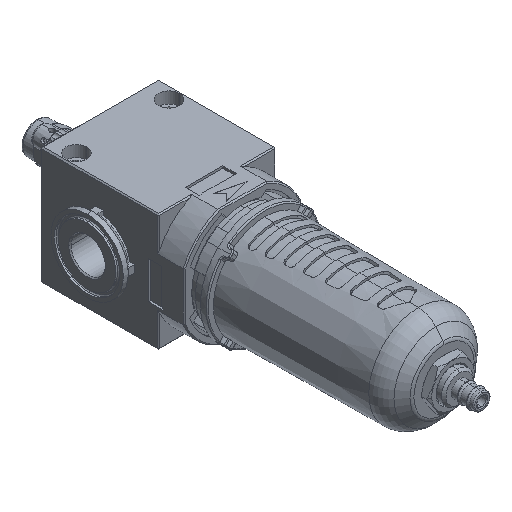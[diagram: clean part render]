
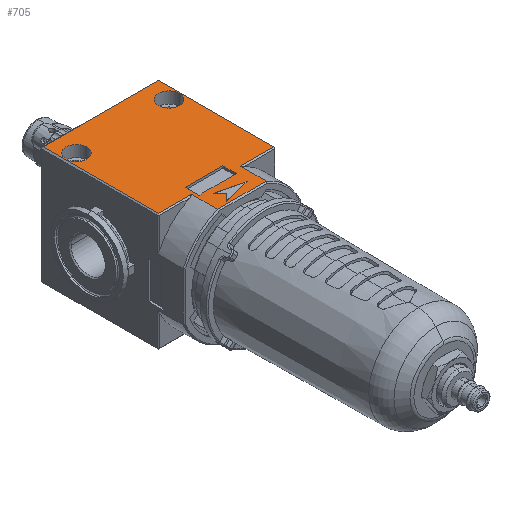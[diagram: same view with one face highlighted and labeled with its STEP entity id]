
A CAD part, isometric view. The second image highlights one B-rep face of the part: STEP entity #705.
In plain terms, the highlighted planar face has unit normal (0, 0, 1).
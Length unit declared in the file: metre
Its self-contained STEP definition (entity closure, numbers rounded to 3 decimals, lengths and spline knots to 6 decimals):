
#705=ADVANCED_FACE('31:30',(#2056,#2057,#2058,#2059,#2060),#2061,.T.);
#2056=FACE_BOUND('',#5908,.T.);
#2057=FACE_BOUND('',#5909,.T.);
#2058=FACE_BOUND('',#5910,.T.);
#2059=FACE_OUTER_BOUND('',#5911,.T.);
#2060=FACE_BOUND('',#5912,.T.);
#2061=PLANE('',#5913);
#5908=EDGE_LOOP('',(#10945,#10946));
#5909=EDGE_LOOP('',(#10947,#10948));
#5910=EDGE_LOOP('',(#10949,#10950,#10951,#10952,#10953));
#5911=EDGE_LOOP('',(#10954,#10955,#10956,#10957,#10958,#10959,#10960,#10961));
#5912=EDGE_LOOP('',(#10962,#10963,#10964,#10965));
#5913=AXIS2_PLACEMENT_3D('',#10966,#10967,#10968);
#10945=ORIENTED_EDGE('',*,*,#12756,.F.);
#10946=ORIENTED_EDGE('',*,*,#11079,.F.);
#10947=ORIENTED_EDGE('',*,*,#12757,.F.);
#10948=ORIENTED_EDGE('',*,*,#11083,.F.);
#10949=ORIENTED_EDGE('',*,*,#12301,.T.);
#10950=ORIENTED_EDGE('',*,*,#12313,.T.);
#10951=ORIENTED_EDGE('',*,*,#12310,.T.);
#10952=ORIENTED_EDGE('',*,*,#12307,.T.);
#10953=ORIENTED_EDGE('',*,*,#12304,.T.);
#10954=ORIENTED_EDGE('',*,*,#12297,.T.);
#10955=ORIENTED_EDGE('',*,*,#12157,.T.);
#10956=ORIENTED_EDGE('',*,*,#12166,.T.);
#10957=ORIENTED_EDGE('',*,*,#12170,.T.);
#10958=ORIENTED_EDGE('',*,*,#12131,.T.);
#10959=ORIENTED_EDGE('',*,*,#12182,.F.);
#10960=ORIENTED_EDGE('',*,*,#12178,.T.);
#10961=ORIENTED_EDGE('',*,*,#12173,.T.);
#10962=ORIENTED_EDGE('',*,*,#12215,.F.);
#10963=ORIENTED_EDGE('',*,*,#12211,.F.);
#10964=ORIENTED_EDGE('',*,*,#12221,.F.);
#10965=ORIENTED_EDGE('',*,*,#12218,.F.);
#10966=CARTESIAN_POINT('',(0.026,0.041,0.026));
#10967=DIRECTION('',(0.,0.0,1.0));
#10968=DIRECTION('',(1.0,0.0,0.));
#11079=EDGE_CURVE('31:129',#12816,#12819,#12820,.T.);
#11083=EDGE_CURVE('31:119',#12824,#12827,#12828,.T.);
#12131=EDGE_CURVE('30:19421',#14627,#14630,#14632,.T.);
#12157=EDGE_CURVE('30:19355',#14672,#14670,#14673,.T.);
#12166=EDGE_CURVE('30:19343',#14670,#14685,#14688,.T.);
#12170=EDGE_CURVE('30:19325',#14685,#14627,#14692,.T.);
#12173=EDGE_CURVE('30:19319',#14693,#14695,#14697,.T.);
#12178=EDGE_CURVE('30:19310',#14702,#14693,#14705,.T.);
#12182=EDGE_CURVE('30:19277',#14702,#14630,#14710,.T.);
#12211=EDGE_CURVE('30:19256',#14759,#14760,#14761,.T.);
#12215=EDGE_CURVE('30:19250',#14760,#14767,#14768,.T.);
#12218=EDGE_CURVE('30:19244',#14767,#14772,#14773,.T.);
#12221=EDGE_CURVE('30:19235',#14772,#14759,#14777,.T.);
#12297=EDGE_CURVE('30:18923',#14695,#14672,#14879,.T.);
#12301=EDGE_CURVE('30:18908',#14886,#14884,#14887,.T.);
#12304=EDGE_CURVE('30:18905',#14891,#14886,#14892,.T.);
#12307=EDGE_CURVE('30:18899',#14896,#14891,#14897,.T.);
#12310=EDGE_CURVE('30:18893',#14901,#14896,#14902,.T.);
#12313=EDGE_CURVE('30:18884',#14884,#14901,#14905,.T.);
#12756=EDGE_CURVE('31:129',#12819,#12816,#15549,.T.);
#12757=EDGE_CURVE('31:119',#12827,#12824,#15550,.T.);
#12816=VERTEX_POINT('',#15617);
#12819=VERTEX_POINT('',#15621);
#12820=CIRCLE('',#15622,0.00465);
#12824=VERTEX_POINT('',#15627);
#12827=VERTEX_POINT('',#15631);
#12828=CIRCLE('',#15632,0.00465);
#14627=VERTEX_POINT('',#19825);
#14630=VERTEX_POINT('',#19831);
#14632=LINE('',#19836,#19837);
#14670=VERTEX_POINT('',#19900);
#14672=VERTEX_POINT('',#19903);
#14673=LINE('',#19904,#19905);
#14685=VERTEX_POINT('',#19923);
#14688=LINE('',#19926,#19927);
#14692=LINE('',#19933,#19934);
#14693=VERTEX_POINT('',#19935);
#14695=VERTEX_POINT('',#19938);
#14697=LINE('',#19941,#19942);
#14702=VERTEX_POINT('',#19949);
#14705=LINE('',#19953,#19954);
#14710=LINE('',#19960,#19961);
#14759=VERTEX_POINT('',#20039);
#14760=VERTEX_POINT('',#20040);
#14761=LINE('',#20041,#20042);
#14767=VERTEX_POINT('',#20051);
#14768=LINE('',#20052,#20053);
#14772=VERTEX_POINT('',#20059);
#14773=LINE('',#20060,#20061);
#14777=LINE('',#20067,#20068);
#14879=LINE('',#20250,#20251);
#14884=VERTEX_POINT('',#20258);
#14886=VERTEX_POINT('',#20261);
#14887=LINE('',#20262,#20263);
#14891=VERTEX_POINT('',#20271);
#14892=B_SPLINE_CURVE_WITH_KNOTS('',3,(#20272,#20273,#20274,#20275),.UNSPECIFIED.,.F.,.F.,(4,4),(0.0,1.0),.UNSPECIFIED.);
#14896=VERTEX_POINT('',#20281);
#14897=LINE('',#20282,#20283);
#14901=VERTEX_POINT('',#20289);
#14902=LINE('',#20290,#20291);
#14905=LINE('',#20296,#20297);
#15549=CIRCLE('',#22463,0.00465);
#15550=CIRCLE('',#22464,0.00465);
#15617=CARTESIAN_POINT('',(0.01585,0.01575,0.026));
#15621=CARTESIAN_POINT('',(0.02515,0.01575,0.026));
#15622=AXIS2_PLACEMENT_3D('',#22540,#22541,#22542);
#15627=CARTESIAN_POINT('',(-0.02515,0.01575,0.026));
#15631=CARTESIAN_POINT('',(-0.01585,0.01575,0.026));
#15632=AXIS2_PLACEMENT_3D('',#22548,#22549,#22550);
#19825=CARTESIAN_POINT('',(-0.01079,-0.037,0.026));
#19831=CARTESIAN_POINT('',(0.01079,-0.037,0.026));
#19836=CARTESIAN_POINT('',(0.026,-0.037,0.026));
#19837=VECTOR('',#24297,1.0);
#19900=CARTESIAN_POINT('',(-0.0255,-0.0255,0.026));
#19903=CARTESIAN_POINT('',(-0.0255,0.0255,0.026));
#19904=CARTESIAN_POINT('',(-0.0255,-0.026,0.026));
#19905=VECTOR('',#24336,1.0);
#19923=CARTESIAN_POINT('',(-0.01079,-0.0255,0.026));
#19926=CARTESIAN_POINT('',(0.026,-0.0255,0.026));
#19927=VECTOR('',#24349,1.0);
#19933=CARTESIAN_POINT('',(-0.01079,-0.026,0.026));
#19934=VECTOR('',#24355,1.0);
#19935=CARTESIAN_POINT('',(0.0255,-0.0255,0.026));
#19938=CARTESIAN_POINT('',(0.0255,0.0255,0.026));
#19941=CARTESIAN_POINT('',(0.0255,0.026,0.026));
#19942=VECTOR('',#24358,1.0);
#19949=CARTESIAN_POINT('',(0.01079,-0.0255,0.026));
#19953=CARTESIAN_POINT('',(0.026,-0.0255,0.026));
#19954=VECTOR('',#24365,1.0);
#19960=CARTESIAN_POINT('',(0.01079,-0.026,0.026));
#19961=VECTOR('',#24373,1.0);
#20039=CARTESIAN_POINT('',(-0.00564,-0.03589,0.026));
#20040=CARTESIAN_POINT('',(0.00625,-0.033,0.026));
#20041=CARTESIAN_POINT('',(0.00625,-0.033,0.026));
#20042=VECTOR('',#24421,1.0);
#20051=CARTESIAN_POINT('',(-0.00564,-0.03011,0.026));
#20052=CARTESIAN_POINT('',(0.00625,-0.033,0.026));
#20053=VECTOR('',#24425,1.0);
#20059=CARTESIAN_POINT('',(-0.00269,-0.033,0.026));
#20060=CARTESIAN_POINT('',(-0.00564,-0.03011,0.026));
#20061=VECTOR('',#24428,1.0);
#20067=CARTESIAN_POINT('',(-0.00564,-0.03589,0.026));
#20068=VECTOR('',#24431,1.0);
#20250=CARTESIAN_POINT('',(0.02575,0.0255,0.026));
#20251=VECTOR('',#24518,1.0);
#20258=CARTESIAN_POINT('',(0.007,-0.0215,0.026));
#20261=CARTESIAN_POINT('',(-0.009569,-0.0215,0.026));
#20262=CARTESIAN_POINT('',(0.012358,-0.0215,0.026));
#20263=VECTOR('',#24522,1.0);
#20271=CARTESIAN_POINT('',(-0.009536,-0.027969,0.026));
#20272=CARTESIAN_POINT('',(-0.009536,-0.027969,0.026));
#20273=CARTESIAN_POINT('',(-0.009547,-0.025813,0.026));
#20274=CARTESIAN_POINT('',(-0.009558,-0.023656,0.026));
#20275=CARTESIAN_POINT('',(-0.009569,-0.0215,0.026));
#20281=CARTESIAN_POINT('',(-0.007786,-0.0275,0.026));
#20282=CARTESIAN_POINT('',(0.0161,-0.0211,0.026));
#20283=VECTOR('',#24526,1.);
#20289=CARTESIAN_POINT('',(0.007,-0.0275,0.026));
#20290=CARTESIAN_POINT('',(0.012803,-0.0275,0.026));
#20291=VECTOR('',#24529,1.0);
#20296=CARTESIAN_POINT('',(0.007,0.00825,0.026));
#20297=VECTOR('',#24532,1.0);
#22463=AXIS2_PLACEMENT_3D('',#25044,#25045,#25046);
#22464=AXIS2_PLACEMENT_3D('',#25047,#25048,#25049);
#22540=CARTESIAN_POINT('',(0.0205,0.01575,0.026));
#22541=DIRECTION('',(0.,0.0,1.0));
#22542=DIRECTION('',(1.0,0.0,0.));
#22548=CARTESIAN_POINT('',(-0.0205,0.01575,0.026));
#22549=DIRECTION('',(0.,0.0,1.0));
#22550=DIRECTION('',(1.0,0.0,0.));
#24297=DIRECTION('',(1.0,0.0,0.));
#24336=DIRECTION('',(0.0,-1.0,0.0));
#24349=DIRECTION('',(1.0,0.0,0.));
#24355=DIRECTION('',(-0.0,-1.0,-0.0));
#24358=DIRECTION('',(0.0,1.0,0.0));
#24365=DIRECTION('',(1.0,0.0,0.));
#24373=DIRECTION('',(-0.0,-1.0,-0.0));
#24421=DIRECTION('',(0.972,0.236,-0.0));
#24425=DIRECTION('',(-0.972,0.236,0.0));
#24428=DIRECTION('',(0.714,-0.7,0.0));
#24431=DIRECTION('',(-0.714,-0.7,-0.0));
#24518=DIRECTION('',(-1.0,0.,0.));
#24522=DIRECTION('',(1.0,0.,0.));
#24526=DIRECTION('',(-0.966,-0.259,0.));
#24529=DIRECTION('',(-1.0,0.,0.));
#24532=DIRECTION('',(0.,-1.0,0.));
#25044=CARTESIAN_POINT('',(0.0205,0.01575,0.026));
#25045=DIRECTION('',(0.,0.0,1.0));
#25046=DIRECTION('',(1.0,0.0,0.));
#25047=CARTESIAN_POINT('',(-0.0205,0.01575,0.026));
#25048=DIRECTION('',(0.,0.0,1.0));
#25049=DIRECTION('',(1.0,0.0,0.));
